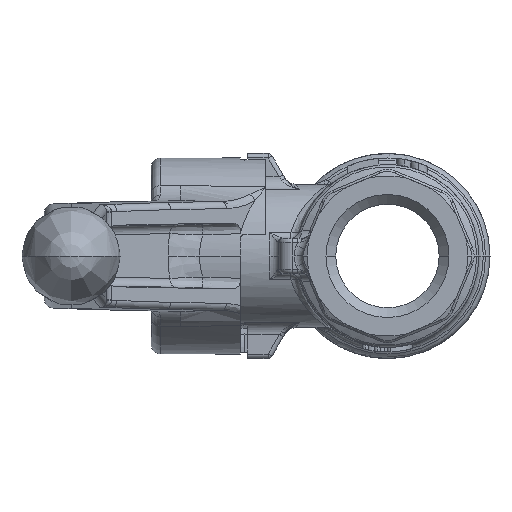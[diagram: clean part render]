
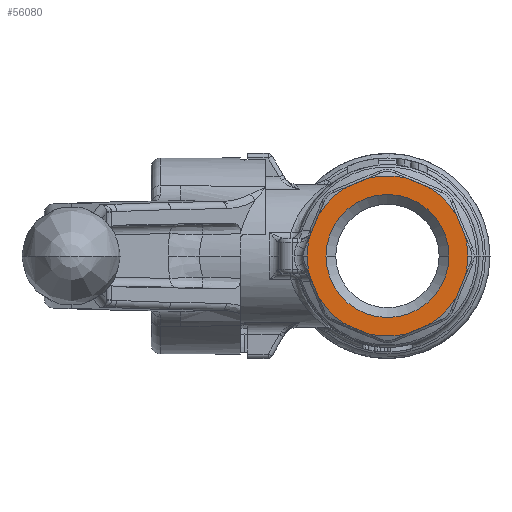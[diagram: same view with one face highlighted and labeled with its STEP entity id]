
A CAD part, left-side view. The second image highlights one B-rep face of the part: STEP entity #56080.
In plain terms, the highlighted planar face has unit normal (-1, 0, 0).
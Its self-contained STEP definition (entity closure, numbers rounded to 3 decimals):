
#52980=CARTESIAN_POINT('',(-22.93,7.129,-6.046));
#52990=DIRECTION('',(0.,-0.383,-0.924));
#53000=VECTOR('',#52990,1000.);
#53010=LINE('',#52980,#53000);
#53020=CARTESIAN_POINT('',(-22.93,8.735,-2.17));
#53030=VERTEX_POINT('',#53020);
#53040=CARTESIAN_POINT('',(-22.93,7.711,-4.642));
#53050=VERTEX_POINT('',#53040);
#53060=EDGE_CURVE('',#53030,#53050,#53010,.T.);
#54400=CARTESIAN_POINT('',(-22.93,9.,0.));
#54410=VERTEX_POINT('',#54400);
#54440=CARTESIAN_POINT('',(-22.93,0.,0.));
#54450=DIRECTION('',(-1.,0.,0.));
#54460=DIRECTION('',(0.,0.,1.));
#54470=AXIS2_PLACEMENT_3D('',#54440,#54450,#54460);
#54480=CIRCLE('',#54470,9.);
#54490=EDGE_CURVE('',#54410,#53030,#54480,.T.);
#54550=CARTESIAN_POINT('',(-22.93,6.9,0.));
#54560=DIRECTION('',(-1.,0.,0.));
#54570=DIRECTION('',(0.,0.,1.));
#54580=AXIS2_PLACEMENT_3D('',#54550,#54560,#54570);
#54590=PLANE('',#54580);
#54600=CARTESIAN_POINT('',(-22.93,0.,0.));
#54610=DIRECTION('',(-1.,0.,0.));
#54620=DIRECTION('',(0.,0.,1.));
#54630=AXIS2_PLACEMENT_3D('',#54600,#54610,#54620);
#54640=CIRCLE('',#54630,6.9);
#54650=CARTESIAN_POINT('',(-22.93,0.,-6.9));
#54660=VERTEX_POINT('',#54650);
#54670=CARTESIAN_POINT('',(-22.93,-6.9,0.));
#54680=VERTEX_POINT('',#54670);
#54690=EDGE_CURVE('',#54660,#54680,#54640,.T.);
#54700=ORIENTED_EDGE('',*,*,#54690,.F.);
#54710=CARTESIAN_POINT('',(-22.93,6.9,0.));
#54720=VERTEX_POINT('',#54710);
#54730=EDGE_CURVE('',#54680,#54720,#54640,.T.);
#54740=ORIENTED_EDGE('',*,*,#54730,.F.);
#54750=EDGE_CURVE('',#54720,#54660,#54640,.T.);
#54760=ORIENTED_EDGE('',*,*,#54750,.F.);
#54770=EDGE_LOOP('',(#54760,#54740,#54700));
#54780=FACE_BOUND('',#54770,.T.);
#54790=ORIENTED_EDGE('',*,*,#54490,.T.);
#54800=CARTESIAN_POINT('',(-22.93,8.735,2.17));
#54810=VERTEX_POINT('',#54800);
#54820=EDGE_CURVE('',#54810,#54410,#54480,.T.);
#54830=ORIENTED_EDGE('',*,*,#54820,.T.);
#54840=CARTESIAN_POINT('',(-22.93,9.316,0.765));
#54850=DIRECTION('',(0.,0.383,-0.924));
#54860=VECTOR('',#54850,1000.);
#54870=LINE('',#54840,#54860);
#54880=CARTESIAN_POINT('',(-22.93,7.711,4.642));
#54890=VERTEX_POINT('',#54880);
#54900=EDGE_CURVE('',#54890,#54810,#54870,.T.);
#54910=ORIENTED_EDGE('',*,*,#54900,.T.);
#54920=CARTESIAN_POINT('',(-22.93,0.,0.));
#54930=DIRECTION('',(-1.,0.,0.));
#54940=DIRECTION('',(0.,0.,1.));
#54950=AXIS2_PLACEMENT_3D('',#54920,#54930,#54940);
#54960=CIRCLE('',#54950,9.);
#54970=CARTESIAN_POINT('',(-22.93,4.642,7.711));
#54980=VERTEX_POINT('',#54970);
#54990=EDGE_CURVE('',#54980,#54890,#54960,.T.);
#55000=ORIENTED_EDGE('',*,*,#54990,.T.);
#55010=CARTESIAN_POINT('',(-22.93,6.046,7.129));
#55020=DIRECTION('',(0.,0.924,-0.383));
#55030=VECTOR('',#55020,1000.);
#55040=LINE('',#55010,#55030);
#55050=CARTESIAN_POINT('',(-22.93,2.17,8.735));
#55060=VERTEX_POINT('',#55050);
#55070=EDGE_CURVE('',#55060,#54980,#55040,.T.);
#55080=ORIENTED_EDGE('',*,*,#55070,.T.);
#55090=CARTESIAN_POINT('',(-22.93,0.,0.));
#55100=DIRECTION('',(-1.,0.,0.));
#55110=DIRECTION('',(0.,0.,1.));
#55120=AXIS2_PLACEMENT_3D('',#55090,#55100,#55110);
#55130=CIRCLE('',#55120,9.);
#55140=CARTESIAN_POINT('',(-22.93,-2.17,8.735));
#55150=VERTEX_POINT('',#55140);
#55160=EDGE_CURVE('',#55150,#55060,#55130,.T.);
#55170=ORIENTED_EDGE('',*,*,#55160,.T.);
#55180=CARTESIAN_POINT('',(-22.93,-0.765,9.316));
#55190=DIRECTION('',(0.,0.924,0.383));
#55200=VECTOR('',#55190,1000.);
#55210=LINE('',#55180,#55200);
#55220=CARTESIAN_POINT('',(-22.93,-4.642,7.711));
#55230=VERTEX_POINT('',#55220);
#55240=EDGE_CURVE('',#55230,#55150,#55210,.T.);
#55250=ORIENTED_EDGE('',*,*,#55240,.T.);
#55260=CARTESIAN_POINT('',(-22.93,0.,0.));
#55270=DIRECTION('',(-1.,0.,0.));
#55280=DIRECTION('',(0.,0.,1.));
#55290=AXIS2_PLACEMENT_3D('',#55260,#55270,#55280);
#55300=CIRCLE('',#55290,9.);
#55310=CARTESIAN_POINT('',(-22.93,-7.711,4.642));
#55320=VERTEX_POINT('',#55310);
#55330=EDGE_CURVE('',#55320,#55230,#55300,.T.);
#55340=ORIENTED_EDGE('',*,*,#55330,.T.);
#55350=CARTESIAN_POINT('',(-22.93,-7.129,6.046));
#55360=DIRECTION('',(0.,0.383,0.924));
#55370=VECTOR('',#55360,1000.);
#55380=LINE('',#55350,#55370);
#55390=CARTESIAN_POINT('',(-22.93,-8.735,2.17));
#55400=VERTEX_POINT('',#55390);
#55410=EDGE_CURVE('',#55400,#55320,#55380,.T.);
#55420=ORIENTED_EDGE('',*,*,#55410,.T.);
#55430=CARTESIAN_POINT('',(-22.93,0.,0.));
#55440=DIRECTION('',(-1.,0.,0.));
#55450=DIRECTION('',(0.,0.,1.));
#55460=AXIS2_PLACEMENT_3D('',#55430,#55440,#55450);
#55470=CIRCLE('',#55460,9.);
#55480=CARTESIAN_POINT('',(-22.93,-9.,0.));
#55490=VERTEX_POINT('',#55480);
#55500=EDGE_CURVE('',#55490,#55400,#55470,.T.);
#55510=ORIENTED_EDGE('',*,*,#55500,.T.);
#55520=CARTESIAN_POINT('',(-22.93,-8.735,-2.17));
#55530=VERTEX_POINT('',#55520);
#55540=EDGE_CURVE('',#55530,#55490,#55470,.T.);
#55550=ORIENTED_EDGE('',*,*,#55540,.T.);
#55560=CARTESIAN_POINT('',(-22.93,-9.316,-0.765))
;
#55570=DIRECTION('',(0.,-0.383,0.924));
#55580=VECTOR('',#55570,1000.);
#55590=LINE('',#55560,#55580);
#55600=CARTESIAN_POINT('',(-22.93,-7.711,-4.642));
#55610=VERTEX_POINT('',#55600);
#55620=EDGE_CURVE('',#55610,#55530,#55590,.T.);
#55630=ORIENTED_EDGE('',*,*,#55620,.T.);
#55640=CARTESIAN_POINT('',(-22.93,0.,0.));
#55650=DIRECTION('',(-1.,0.,0.));
#55660=DIRECTION('',(0.,0.,1.));
#55670=AXIS2_PLACEMENT_3D('',#55640,#55650,#55660);
#55680=CIRCLE('',#55670,9.);
#55690=CARTESIAN_POINT('',(-22.93,-4.642,-7.711));
#55700=VERTEX_POINT('',#55690);
#55710=EDGE_CURVE('',#55700,#55610,#55680,.T.);
#55720=ORIENTED_EDGE('',*,*,#55710,.T.);
#55730=CARTESIAN_POINT('',(-22.93,-6.046,-7.129));
#55740=DIRECTION('',(0.,-0.924,0.383));
#55750=VECTOR('',#55740,1000.);
#55760=LINE('',#55730,#55750);
#55770=CARTESIAN_POINT('',(-22.93,-2.17,-8.735));
#55780=VERTEX_POINT('',#55770);
#55790=EDGE_CURVE('',#55780,#55700,#55760,.T.);
#55800=ORIENTED_EDGE('',*,*,#55790,.T.);
#55810=CARTESIAN_POINT('',(-22.93,0.,0.));
#55820=DIRECTION('',(-1.,0.,0.));
#55830=DIRECTION('',(0.,0.,1.));
#55840=AXIS2_PLACEMENT_3D('',#55810,#55820,#55830);
#55850=CIRCLE('',#55840,9.);
#55860=CARTESIAN_POINT('',(-22.93,2.17,-8.735));
#55870=VERTEX_POINT('',#55860);
#55880=EDGE_CURVE('',#55870,#55780,#55850,.T.);
#55890=ORIENTED_EDGE('',*,*,#55880,.T.);
#55900=CARTESIAN_POINT('',(-22.93,0.765,-9.316));
#55910=DIRECTION('',(0.,-0.924,-0.383));
#55920=VECTOR('',#55910,1000.);
#55930=LINE('',#55900,#55920);
#55940=CARTESIAN_POINT('',(-22.93,4.642,-7.711));
#55950=VERTEX_POINT('',#55940);
#55960=EDGE_CURVE('',#55950,#55870,#55930,.T.);
#55970=ORIENTED_EDGE('',*,*,#55960,.T.);
#55980=CARTESIAN_POINT('',(-22.93,0.,0.));
#55990=DIRECTION('',(-1.,0.,0.));
#56000=DIRECTION('',(0.,0.,1.));
#56010=AXIS2_PLACEMENT_3D('',#55980,#55990,#56000);
#56020=CIRCLE('',#56010,9.);
#56030=EDGE_CURVE('',#53050,#55950,#56020,.T.);
#56040=ORIENTED_EDGE('',*,*,#56030,.T.);
#56050=ORIENTED_EDGE('',*,*,#53060,.T.);
#56060=EDGE_LOOP('',(#56050,#56040,#55970,#55890,#55800,#55720,#55630,
#55550,#55510,#55420,#55340,#55250,#55170,#55080,#55000,#54910,#54830,
#54790));
#56070=FACE_OUTER_BOUND('',#56060,.T.);
#56080=ADVANCED_FACE('',(#54780,#56070),#54590,.T.);
